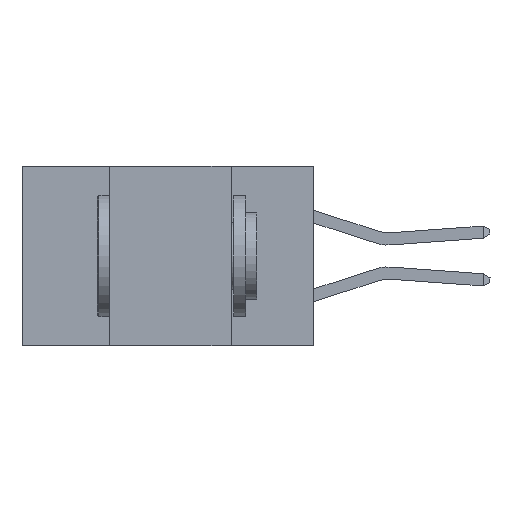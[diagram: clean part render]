
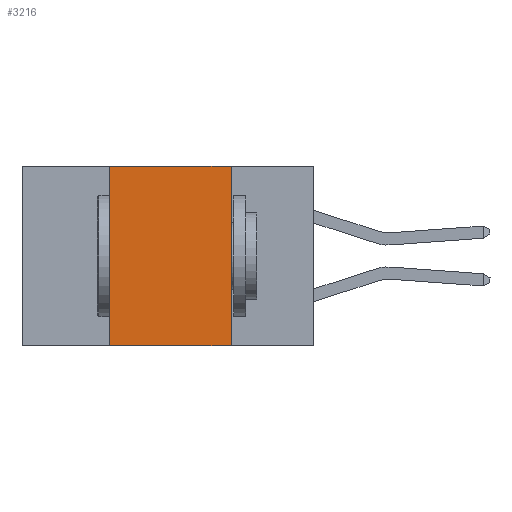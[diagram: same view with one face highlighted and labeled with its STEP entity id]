
A CAD part, left-side view. The second image highlights one B-rep face of the part: STEP entity #3216.
In plain terms, the highlighted planar face has unit normal (-1, 0, 0).
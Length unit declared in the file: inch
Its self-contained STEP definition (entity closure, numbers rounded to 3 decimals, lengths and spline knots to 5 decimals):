
#487 = EDGE_LOOP ( 'NONE', ( #20091, #4823, #3662, #15526 ) ) ;
#723 = VERTEX_POINT ( 'NONE', #18173 ) ;
#867 = DIRECTION ( 'NONE',  ( 0., -1., 0. ) ) ;
#1566 = CARTESIAN_POINT ( 'NONE',  ( 0., 0.17, 0. ) ) ;
#2194 = FACE_OUTER_BOUND ( 'NONE', #487, .T. ) ;
#2492 = VECTOR ( 'NONE', #17614, 39.37008 ) ;
#3216 = ADVANCED_FACE ( 'NONE', ( #2194 ), #13123, .F. ) ;
#3662 = ORIENTED_EDGE ( 'NONE', *, *, #16001, .F. ) ;
#4823 = ORIENTED_EDGE ( 'NONE', *, *, #13804, .F. ) ;
#4967 = EDGE_CURVE ( 'NONE', #12627, #16658, #17909, .T. ) ;
#6863 = CARTESIAN_POINT ( 'NONE',  ( 0., 0.42, 0. ) ) ;
#10262 = CARTESIAN_POINT ( 'NONE',  ( 0., 0.17, -0.37 ) ) ;
#10911 = LINE ( 'NONE', #6863, #2492 ) ;
#11225 = LINE ( 'NONE', #13461, #14272 ) ;
#11550 = CARTESIAN_POINT ( 'NONE',  ( 0., 0.17, 0. ) ) ;
#12627 = VERTEX_POINT ( 'NONE', #18020 ) ;
#12833 = AXIS2_PLACEMENT_3D ( 'NONE', #13678, #13104, #13058 ) ;
#13058 = DIRECTION ( 'NONE',  ( 0., 0., -1. ) ) ;
#13104 = DIRECTION ( 'NONE',  ( 1., 0., 0. ) ) ;
#13123 = PLANE ( 'NONE',  #12833 ) ;
#13248 = CARTESIAN_POINT ( 'NONE',  ( 0., 0.6, -0.37 ) ) ;
#13461 = CARTESIAN_POINT ( 'NONE',  ( 0., 0.6, 0. ) ) ;
#13678 = CARTESIAN_POINT ( 'NONE',  ( 0., 0.6, 0. ) ) ;
#13804 = EDGE_CURVE ( 'NONE', #723, #17680, #11225, .T. ) ;
#14272 = VECTOR ( 'NONE', #867, 39.37008 ) ;
#14919 = LINE ( 'NONE', #11550, #18488 ) ;
#15526 = ORIENTED_EDGE ( 'NONE', *, *, #4967, .T. ) ;
#15560 = DIRECTION ( 'NONE',  ( 0., -1., 0. ) ) ;
#15991 = EDGE_CURVE ( 'NONE', #17680, #16658, #14919, .T. ) ;
#16001 = EDGE_CURVE ( 'NONE', #12627, #723, #10911, .T. ) ;
#16658 = VERTEX_POINT ( 'NONE', #10262 ) ;
#16937 = VECTOR ( 'NONE', #15560, 39.37008 ) ;
#17614 = DIRECTION ( 'NONE',  ( 0., 0., 1. ) ) ;
#17680 = VERTEX_POINT ( 'NONE', #1566 ) ;
#17909 = LINE ( 'NONE', #13248, #16937 ) ;
#18020 = CARTESIAN_POINT ( 'NONE',  ( 0., 0.42, -0.37 ) ) ;
#18173 = CARTESIAN_POINT ( 'NONE',  ( 0., 0.42, 0. ) ) ;
#18488 = VECTOR ( 'NONE', #19099, 39.37008 ) ;
#19099 = DIRECTION ( 'NONE',  ( 0., 0., -1. ) ) ;
#20091 = ORIENTED_EDGE ( 'NONE', *, *, #15991, .F. ) ;
